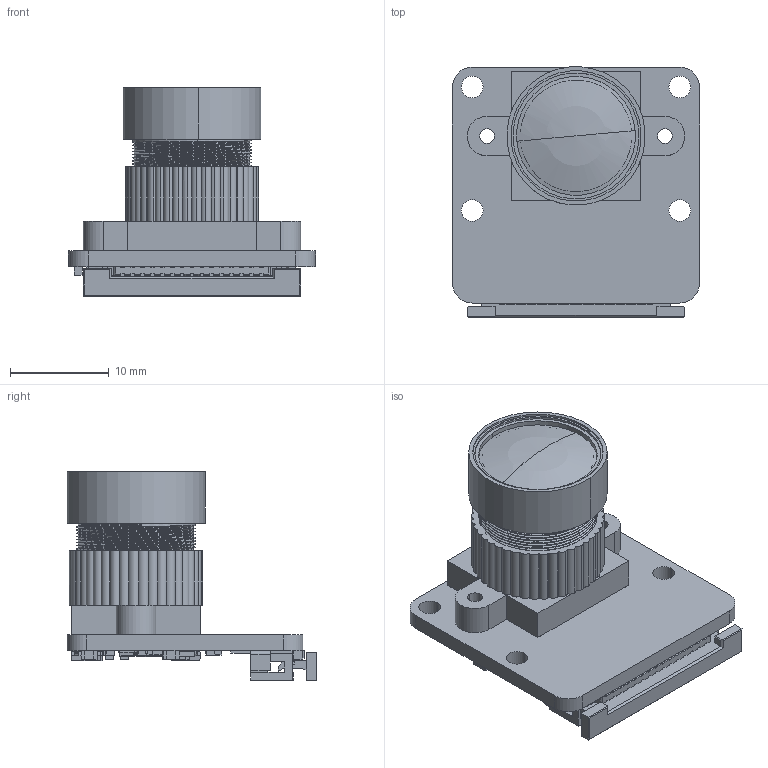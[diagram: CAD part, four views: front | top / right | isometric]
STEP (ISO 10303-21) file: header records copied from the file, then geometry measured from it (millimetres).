
FILE_DESCRIPTION (( 'STEP AP214' ), '1' );
FILE_NAME ('B0342.STEP', '2023-09-28T05:44:17', ( '' ), ( '' ), 'SwSTEP 2.0', 'SolidWorks 2021', '' );
FILE_SCHEMA (( 'AUTOMOTIVE_DESIGN' ));
Length unit declared in the file: millimetre
Products named in the file (1): B0342
Bounding box: 25 x 25.27 x 21.1 mm (x, y, z)
Volume: 2287 mm3; surface area: 5718.5 mm2
Topology: 56 solids, 56 shells, 2989 faces, 8035 edges, 5067 vertices
Faces by surface type: plane 1611, bspline 628, cylinder 596, sphere 140, torus 14
Entity records: 184991 total; most frequent: CARTESIAN_POINT 81749, ORIENTED_EDGE 15786, DIRECTION 12142, EDGE_CURVE 7893, VECTOR 5372, LINE 5372, VERTEX_POINT 5065, AXIS2_PLACEMENT_3D 3385
